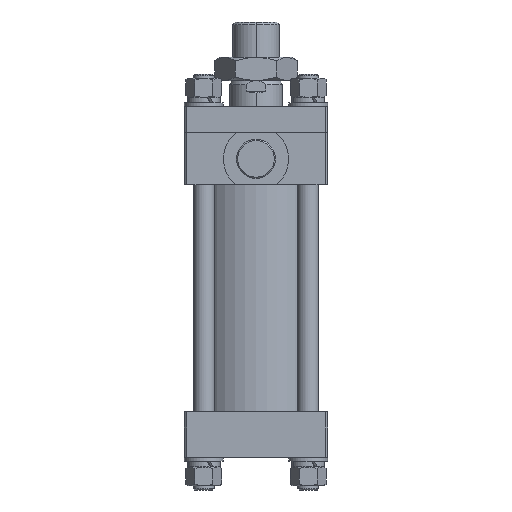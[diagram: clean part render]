
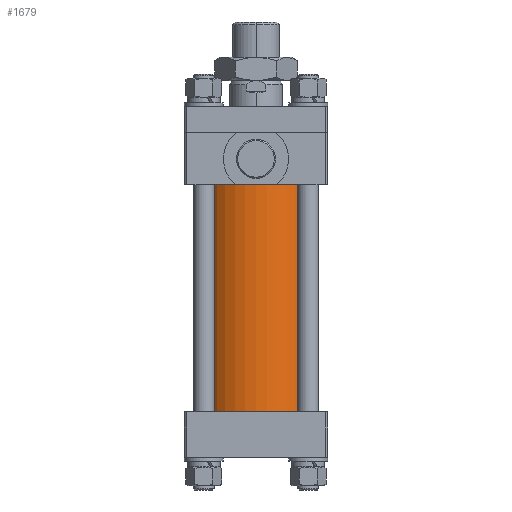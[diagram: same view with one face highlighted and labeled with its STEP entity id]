
A CAD part, front view. The second image highlights one B-rep face of the part: STEP entity #1679.
In plain terms, the highlighted cylindrical face has radius 47 mm (diameter 94 mm), a partial arc.
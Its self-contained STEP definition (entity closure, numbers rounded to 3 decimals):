
#269 = EDGE_LOOP ( 'NONE', ( #983, #982, #981, #980 ) ) ;
#855 = AXIS2_PLACEMENT_3D ( 'NONE', #4932, #4930, #4928 ) ;
#950 = EDGE_CURVE ( 'NONE', #7245, #7243, #4381, .T. ) ;
#952 = EDGE_CURVE ( 'NONE', #7246, #7242, #4388, .T. ) ;
#954 = EDGE_CURVE ( 'NONE', #7246, #7245, #4393, .T. ) ;
#956 = EDGE_CURVE ( 'NONE', #7242, #7243, #4397, .T. ) ;
#980 = ORIENTED_EDGE ( 'NONE', *, *, #956, .T. ) ;
#981 = ORIENTED_EDGE ( 'NONE', *, *, #952, .T. ) ;
#982 = ORIENTED_EDGE ( 'NONE', *, *, #954, .F. ) ;
#983 = ORIENTED_EDGE ( 'NONE', *, *, #950, .F. ) ;
#1322 = DIRECTION ( 'NONE',  ( 0., 0., -1. ) ) ;
#1326 = DIRECTION ( 'NONE',  ( 0., 0., -1. ) ) ;
#1327 = CARTESIAN_POINT ( 'NONE',  ( 47., 0., 174. ) ) ;
#1331 = CARTESIAN_POINT ( 'NONE',  ( -47., 0., 174. ) ) ;
#1338 = CARTESIAN_POINT ( 'NONE',  ( 0., 0., 174. ) ) ;
#1339 = DIRECTION ( 'NONE',  ( 0., 0., 1. ) ) ;
#1340 = DIRECTION ( 'NONE',  ( 1., 0., 0. ) ) ;
#1346 = CARTESIAN_POINT ( 'NONE',  ( 0., 0., 0. ) ) ;
#1347 = DIRECTION ( 'NONE',  ( 0., 0., 1. ) ) ;
#1348 = DIRECTION ( 'NONE',  ( 1., 0., 0. ) ) ;
#1679 = ADVANCED_FACE ( 'NONE', ( #4559 ), #4561, .T. ) ;
#4381 = LINE ( 'NONE', #1327, #4389 ) ;
#4388 = LINE ( 'NONE', #1331, #4394 ) ;
#4389 = VECTOR ( 'NONE', #1322, 1000. ) ;
#4393 = CIRCLE ( 'NONE', #5881, 47. ) ;
#4394 = VECTOR ( 'NONE', #1326, 1000. ) ;
#4397 = CIRCLE ( 'NONE', #5789, 47. ) ;
#4559 = FACE_OUTER_BOUND ( 'NONE', #269, .T. ) ;
#4561 = CYLINDRICAL_SURFACE ( 'NONE', #855, 47. ) ;
#4928 = DIRECTION ( 'NONE',  ( -1., 0., 0. ) ) ;
#4930 = DIRECTION ( 'NONE',  ( 0., 0., -1. ) ) ;
#4932 = CARTESIAN_POINT ( 'NONE',  ( 0., 0., 174. ) ) ;
#5363 = CARTESIAN_POINT ( 'NONE',  ( -47., 0., 0. ) ) ;
#5367 = CARTESIAN_POINT ( 'NONE',  ( 47., 0., 0. ) ) ;
#5368 = CARTESIAN_POINT ( 'NONE',  ( 47., 0., 174. ) ) ;
#5369 = CARTESIAN_POINT ( 'NONE',  ( -47., 0., 174. ) ) ;
#5789 = AXIS2_PLACEMENT_3D ( 'NONE', #1346, #1347, #1348 ) ;
#5881 = AXIS2_PLACEMENT_3D ( 'NONE', #1338, #1339, #1340 ) ;
#7242 = VERTEX_POINT ( 'NONE', #5363 ) ;
#7243 = VERTEX_POINT ( 'NONE', #5367 ) ;
#7245 = VERTEX_POINT ( 'NONE', #5368 ) ;
#7246 = VERTEX_POINT ( 'NONE', #5369 ) ;
